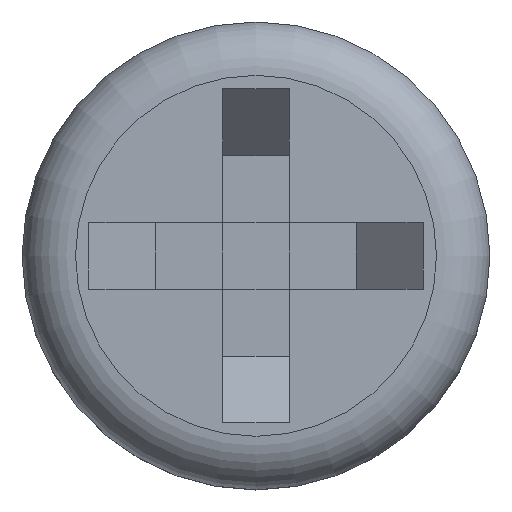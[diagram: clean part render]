
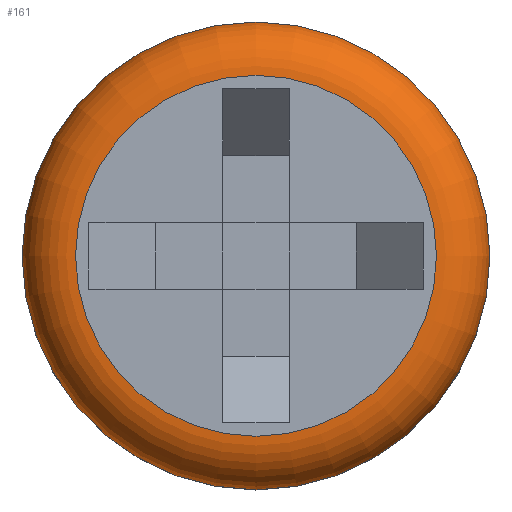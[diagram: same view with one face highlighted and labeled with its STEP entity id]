
A CAD part, top view. The second image highlights one B-rep face of the part: STEP entity #161.
In plain terms, the highlighted toroidal (fillet/blend) face has major radius 2.7 mm and minor radius 0.8 mm.
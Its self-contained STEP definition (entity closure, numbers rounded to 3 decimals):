
#24 = VERTEX_POINT('',#25);
#25 = CARTESIAN_POINT('',(3.5,0.,25.7));
#32 = CYLINDRICAL_SURFACE('',#33,3.5);
#33 = AXIS2_PLACEMENT_3D('',#34,#35,#36);
#34 = CARTESIAN_POINT('',(0.,0.,24.));
#35 = DIRECTION('',(-0.,-0.,-1.));
#36 = DIRECTION('',(1.,0.,0.));
#51 = EDGE_CURVE('',#24,#24,#52,.T.);
#52 = SURFACE_CURVE('',#53,(#58,#65),.PCURVE_S1.);
#53 = CIRCLE('',#54,3.5);
#54 = AXIS2_PLACEMENT_3D('',#55,#56,#57);
#55 = CARTESIAN_POINT('',(0.,0.,25.7));
#56 = DIRECTION('',(0.,0.,1.));
#57 = DIRECTION('',(1.,0.,0.));
#58 = PCURVE('',#32,#59);
#59 = DEFINITIONAL_REPRESENTATION('',(#60),#64);
#60 = LINE('',#61,#62);
#61 = CARTESIAN_POINT('',(-0.,-1.7));
#62 = VECTOR('',#63,1.);
#63 = DIRECTION('',(-1.,0.));
#64 = ( GEOMETRIC_REPRESENTATION_CONTEXT(2) 
PARAMETRIC_REPRESENTATION_CONTEXT() REPRESENTATION_CONTEXT('2D SPACE',''
  ) );
#65 = PCURVE('',#66,#71);
#66 = TOROIDAL_SURFACE('',#67,2.7,0.8);
#67 = AXIS2_PLACEMENT_3D('',#68,#69,#70);
#68 = CARTESIAN_POINT('',(0.,0.,25.7));
#69 = DIRECTION('',(0.,0.,1.));
#70 = DIRECTION('',(1.,0.,0.));
#71 = DEFINITIONAL_REPRESENTATION('',(#72),#76);
#72 = LINE('',#73,#74);
#73 = CARTESIAN_POINT('',(0.,0.));
#74 = VECTOR('',#75,1.);
#75 = DIRECTION('',(1.,0.));
#76 = ( GEOMETRIC_REPRESENTATION_CONTEXT(2) 
PARAMETRIC_REPRESENTATION_CONTEXT() REPRESENTATION_CONTEXT('2D SPACE',''
  ) );
#161 = ADVANCED_FACE('',(#162),#66,.T.);
#162 = FACE_BOUND('',#163,.T.);
#163 = EDGE_LOOP('',(#164,#188,#189,#190));
#164 = ORIENTED_EDGE('',*,*,#165,.F.);
#165 = EDGE_CURVE('',#24,#166,#168,.T.);
#166 = VERTEX_POINT('',#167);
#167 = CARTESIAN_POINT('',(2.7,0.,26.5));
#168 = SEAM_CURVE('',#169,(#174,#181),.PCURVE_S1.);
#169 = CIRCLE('',#170,0.8);
#170 = AXIS2_PLACEMENT_3D('',#171,#172,#173);
#171 = CARTESIAN_POINT('',(2.7,0.,25.7));
#172 = DIRECTION('',(0.,-1.,0.));
#173 = DIRECTION('',(1.,0.,0.));
#174 = PCURVE('',#66,#175);
#175 = DEFINITIONAL_REPRESENTATION('',(#176),#180);
#176 = LINE('',#177,#178);
#177 = CARTESIAN_POINT('',(0.,0.));
#178 = VECTOR('',#179,1.);
#179 = DIRECTION('',(0.,1.));
#180 = ( GEOMETRIC_REPRESENTATION_CONTEXT(2) 
PARAMETRIC_REPRESENTATION_CONTEXT() REPRESENTATION_CONTEXT('2D SPACE',''
  ) );
#181 = PCURVE('',#66,#182);
#182 = DEFINITIONAL_REPRESENTATION('',(#183),#187);
#183 = LINE('',#184,#185);
#184 = CARTESIAN_POINT('',(6.283,0.));
#185 = VECTOR('',#186,1.);
#186 = DIRECTION('',(0.,1.));
#187 = ( GEOMETRIC_REPRESENTATION_CONTEXT(2) 
PARAMETRIC_REPRESENTATION_CONTEXT() REPRESENTATION_CONTEXT('2D SPACE',''
  ) );
#188 = ORIENTED_EDGE('',*,*,#51,.T.);
#189 = ORIENTED_EDGE('',*,*,#165,.T.);
#190 = ORIENTED_EDGE('',*,*,#191,.F.);
#191 = EDGE_CURVE('',#166,#166,#192,.T.);
#192 = SURFACE_CURVE('',#193,(#198,#205),.PCURVE_S1.);
#193 = CIRCLE('',#194,2.7);
#194 = AXIS2_PLACEMENT_3D('',#195,#196,#197);
#195 = CARTESIAN_POINT('',(0.,0.,26.5));
#196 = DIRECTION('',(0.,0.,1.));
#197 = DIRECTION('',(1.,0.,0.));
#198 = PCURVE('',#66,#199);
#199 = DEFINITIONAL_REPRESENTATION('',(#200),#204);
#200 = LINE('',#201,#202);
#201 = CARTESIAN_POINT('',(0.,1.571));
#202 = VECTOR('',#203,1.);
#203 = DIRECTION('',(1.,0.));
#204 = ( GEOMETRIC_REPRESENTATION_CONTEXT(2) 
PARAMETRIC_REPRESENTATION_CONTEXT() REPRESENTATION_CONTEXT('2D SPACE',''
  ) );
#205 = PCURVE('',#206,#211);
#206 = PLANE('',#207);
#207 = AXIS2_PLACEMENT_3D('',#208,#209,#210);
#208 = CARTESIAN_POINT('',(0.,0.,26.5)
  );
#209 = DIRECTION('',(0.,0.,1.));
#210 = DIRECTION('',(0.,1.,0.));
#211 = DEFINITIONAL_REPRESENTATION('',(#212),#216);
#212 = CIRCLE('',#213,2.7);
#213 = AXIS2_PLACEMENT_2D('',#214,#215);
#214 = CARTESIAN_POINT('',(0.,0.));
#215 = DIRECTION('',(0.,-1.));
#216 = ( GEOMETRIC_REPRESENTATION_CONTEXT(2) 
PARAMETRIC_REPRESENTATION_CONTEXT() REPRESENTATION_CONTEXT('2D SPACE',''
  ) );
